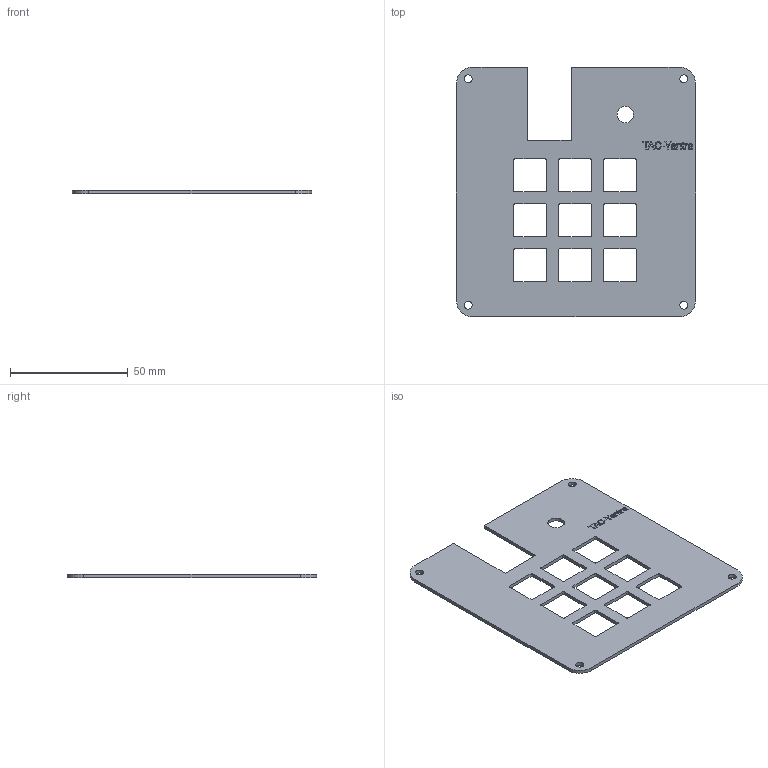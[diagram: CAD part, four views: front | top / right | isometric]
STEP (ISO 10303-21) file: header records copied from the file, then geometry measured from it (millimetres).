
FILE_DESCRIPTION(/* description */ (''),/* implementation_level */ '2;1');
FILE_NAME(/* name */ 'Top Lid - TAC v5.step',/* time_stamp */ '2025-06-24T16:10:51-05:00',/* author */ (''),/* organization */ (''),/* preprocessor_version */ 'ST-DEVELOPER v20.1',/* originating_system */ 'Autodesk Translation Framework v14.10.0.0',/* authorisation */ '');
FILE_SCHEMA (('AUTOMOTIVE_DESIGN { 1 0 10303 214 3 1 1 }'));
Length unit declared in the file: millimetre
Products named in the file (1): Top Lid - TAC
Bounding box: 101.4 x 105.9 x 1.5 mm (x, y, z)
Volume: 12410.2 mm3; surface area: 18219.5 mm2
Topology: 1 solids, 1 shells, 287 faces, 816 edges, 544 vertices
Faces by surface type: plane 127, bspline 115, cylinder 45
Full cylindrical faces by diameter (mm): 3.4 x4, 7 x1
Entity records: 10459 total; most frequent: CARTESIAN_POINT 3603, ORIENTED_EDGE 1632, DIRECTION 1022, EDGE_CURVE 816, VERTEX_POINT 544, LINE 496, VECTOR 496, EDGE_LOOP 328
